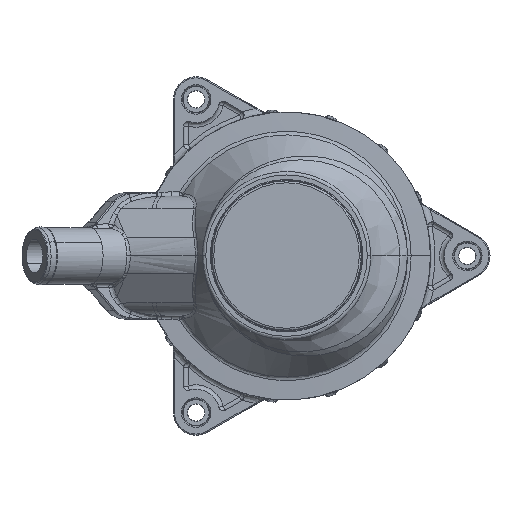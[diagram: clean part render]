
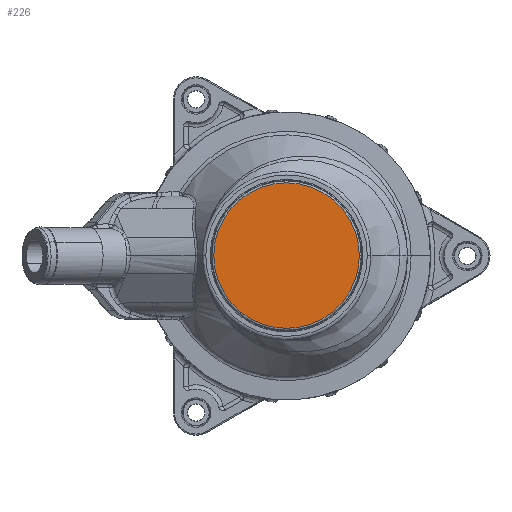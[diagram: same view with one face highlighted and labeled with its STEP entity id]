
A CAD part, top view. The second image highlights one B-rep face of the part: STEP entity #226.
In plain terms, the highlighted planar face has unit normal (0, 0, 1).
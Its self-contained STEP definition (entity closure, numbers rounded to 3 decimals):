
#111=DIRECTION('',(0.,0.,1.));
#116=CARTESIAN_POINT('',(-32.528,-32.937,99.));
#121=DIRECTION('',(1.,0.,0.));
#126=AXIS2_PLACEMENT_3D('',#116,#111,#121);
#131=PLANE('',#126);
#136=CARTESIAN_POINT('',(0.,0.,99.));
#141=DIRECTION('',(0.,0.,1.));
#146=DIRECTION('',(1.,0.,0.));
#151=AXIS2_PLACEMENT_3D('',#136,#141,#146);
#156=CIRCLE('',#151,32.528);
#161=CARTESIAN_POINT('',(32.528,0.,99.));
#162=VERTEX_POINT('',#161);
#166=CARTESIAN_POINT('',(-32.528,0.,99.));
#167=VERTEX_POINT('',#166);
#171=EDGE_CURVE('',#162,#167,#156,.T.);
#176=ORIENTED_EDGE('',*,*,#171,.T.);
#181=CARTESIAN_POINT('',(0.,0.,99.));
#186=DIRECTION('',(0.,0.,1.));
#191=DIRECTION('',(-1.,0.,0.));
#196=AXIS2_PLACEMENT_3D('',#181,#186,#191);
#201=CIRCLE('',#196,32.528);
#206=EDGE_CURVE('',#167,#162,#201,.T.);
#211=ORIENTED_EDGE('',*,*,#206,.T.);
#216=EDGE_LOOP('',(#176,#211));
#221=FACE_OUTER_BOUND('',#216,.T.);
#226=ADVANCED_FACE('',(#221),#131,.T.);
